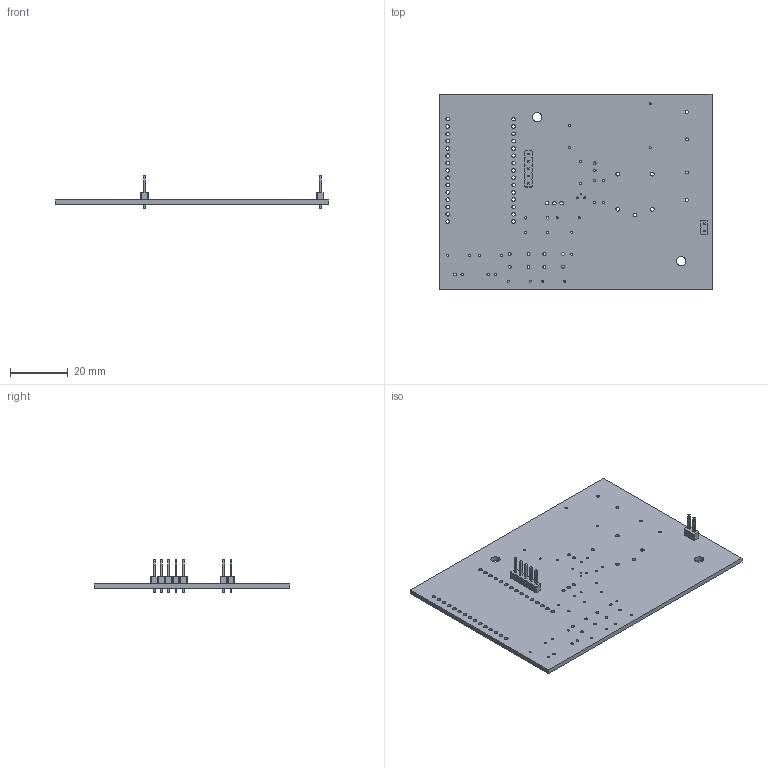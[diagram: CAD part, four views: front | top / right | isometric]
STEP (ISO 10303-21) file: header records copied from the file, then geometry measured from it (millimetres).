
FILE_DESCRIPTION(('FreeCAD Model'),'2;1');
FILE_NAME('sous-vide.step', '2017-12-29T23:41:01',(''),(''),'Open CASCADE STEP processor 6.8', 'FreeCAD','Unknown');
FILE_SCHEMA(('AUTOMOTIVE_DESIGN_CC2 { 1 2 10303 214 -1 1 5 4 }'));
Length unit declared in the file: millimetre
Products named in the file (3): Pcb; Pin_Header_Straight_1x05_Pitch254mm_; Pin_Header_Straight_1x02_Pitch254mm_
Bounding box: 95 x 68 x 11.54 mm (x, y, z)
Volume: 10324.2 mm3; surface area: 14118.2 mm2
Topology: 3 solids, 3 shells, 277 faces, 715 edges, 458 vertices
Faces by surface type: plane 183, cylinder 94
Full cylindrical faces by diameter (mm): 0.6 x3, 0.7 x16, 0.762 x4, 0.8 x6, 0.9 x6, 1 x15, 1.016 x4, 1.2 x3, 1.25 x30, 1.3 x5, 3.2 x2
Entity records: 10018 total; most frequent: DIRECTION 1459, CARTESIAN_POINT 1451, ORIENTED_EDGE 1430, EDGE_CURVE 715, LINE 527, VECTOR 527, FACE_BOUND 479, EDGE_LOOP 479
